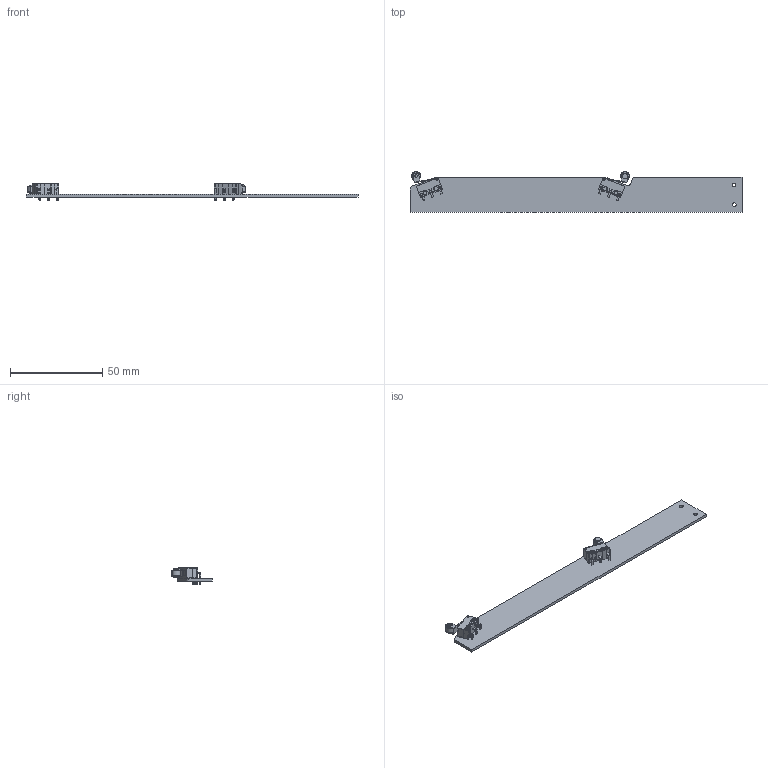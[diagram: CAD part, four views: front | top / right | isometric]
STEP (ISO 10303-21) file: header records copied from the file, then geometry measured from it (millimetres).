
FILE_DESCRIPTION(('Open CASCADE Model'),'2;1');
FILE_NAME('Open CASCADE Shape Model','2022-10-12T16:04:06',('Author'),( 'Open CASCADE'),'Open CASCADE STEP processor 6.8','Open CASCADE 6.8' ,'Unknown');
FILE_SCHEMA(('AUTOMOTIVE_DESIGN { 1 0 10303 214 1 1 1 1 }'));
Length unit declared in the file: millimetre
Products named in the file (7): PCB; Board; Open CASCADE STEP translator 6.8 2.1.1; U1; DF-145C0; U2; DF-145D0
Assembly tree (6 placements, depth 3):
  PCB
    Board
      Open CASCADE STEP translator 6.8 2.1.1
    U1
      DF-145C0
    U2
      DF-145D0
Bounding box: 179.7 x 22.13 x 8.95 mm (x, y, z)
Volume: 5722.1 mm3; surface area: 9770.5 mm2
Topology: 31 solids, 31 shells, 779 faces, 1989 edges, 1302 vertices
Faces by surface type: plane 540, cylinder 187, bspline 36, cone 8, torus 8
Full cylindrical faces by diameter (mm): 2.032 x2
Entity records: 25662 total; most frequent: CARTESIAN_POINT 6569, ORIENTED_EDGE 3978, DIRECTION 3775, EDGE_CURVE 1989, LINE 1511, VECTOR 1511, VERTEX_POINT 1302, AXIS2_PLACEMENT_3D 1132
